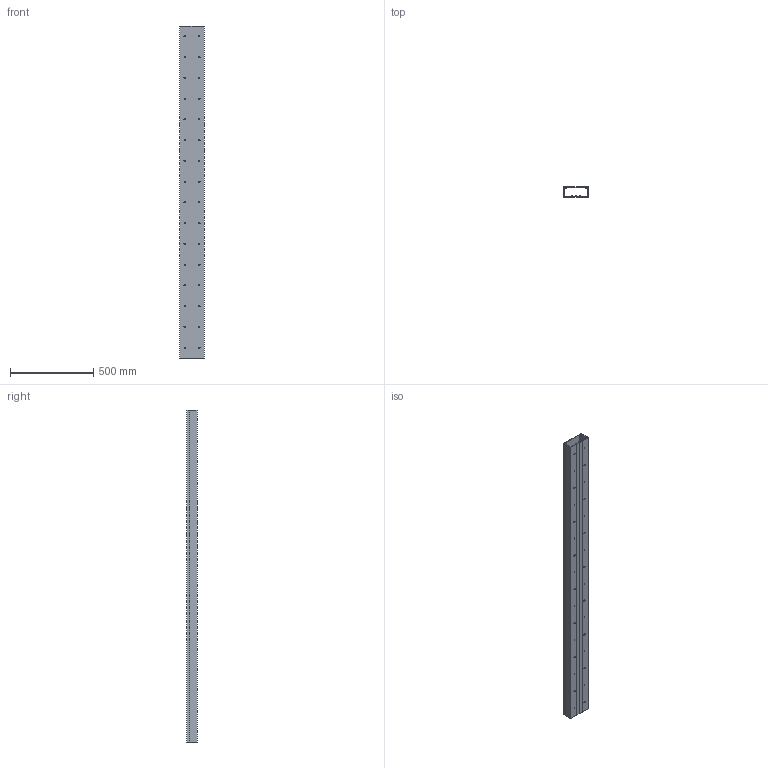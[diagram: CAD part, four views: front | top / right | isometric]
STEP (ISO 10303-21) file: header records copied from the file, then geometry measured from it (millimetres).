
FILE_DESCRIPTION((''),'2;1');
FILE_NAME('LF601500KUN_ASM','2022-09-27T14:50:20',('a.jestaedt'),(''),'CREO PARAMETRIC BY PTC INC, 2022162','CREO PARAMETRIC BY PTC INC, 2022162','');
FILE_SCHEMA(('AUTOMOTIVE_DESIGN { 1 0 10303 214 1 1 1 1 }'));
Length unit declared in the file: millimetre
Products named in the file (3): LF601500KUN; LF601500KUN_D; LF601500KUN_ASM
Assembly tree (2 placements, depth 2):
  LF601500KUN_ASM
    LF601500KUN
    LF601500KUN_D
Bounding box: 150 x 60.5 x 2000 mm (x, y, z)
Volume: 2499370.9 mm3; surface area: 1949621 mm2
Topology: 2 solids, 2 shells, 216 faces, 636 edges, 424 vertices
Faces by surface type: plane 120, cylinder 96
Entity records: 7700 total; most frequent: CARTESIAN_POINT 1288, ORIENTED_EDGE 1272, DIRECTION 1270, EDGE_CURVE 636, VECTOR 444, LINE 444, VERTEX_POINT 424, AXIS2_PLACEMENT_3D 413
